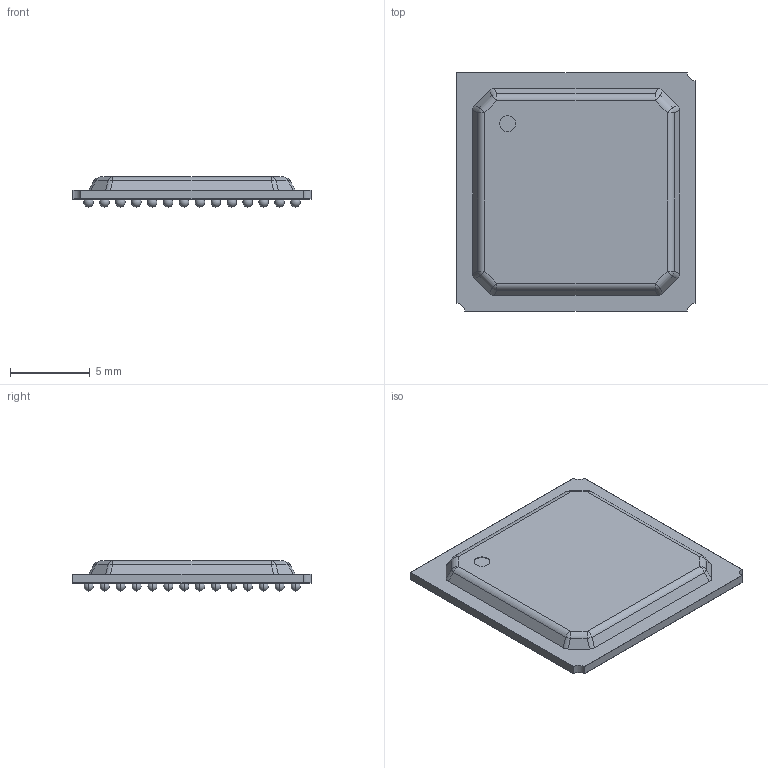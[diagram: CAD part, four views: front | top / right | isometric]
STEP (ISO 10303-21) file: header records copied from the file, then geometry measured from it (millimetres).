
FILE_DESCRIPTION((''),'2;1');
FILE_NAME('ZJZ0176A_ASM','2018-12-26T12:58:15',('a0412086'),(''),'CREO PARAMETRIC BY PTC INC, 2018020','CREO PARAMETRIC BY PTC INC, 2018020','');
FILE_SCHEMA(('AUTOMOTIVE_DESIGN { 1 0 10303 214 1 1 1 1 }'));
Length unit declared in the file: millimetre
Products named in the file (6): BOT_SM; SUBSTRATE; TOP_SM; MOLD; SOLDER_BALL; ZJZ0176A_ASM
Assembly tree (180 placements, depth 2):
  ZJZ0176A_ASM
    BOT_SM
    SUBSTRATE
    TOP_SM
    MOLD
    SOLDER_BALL  x176
Bounding box: 15 x 15 x 1.89 mm (x, y, z)
Volume: 271.7 mm3; surface area: 1925.8 mm2
Topology: 180 solids, 180 shells, 592 faces, 1197 edges, 614 vertices
Faces by surface type: sphere 360, plane 205, cylinder 27
Entity records: 5018 total; most frequent: DIRECTION 771, CARTESIAN_POINT 748, AXIS2_PLACEMENT_3D 333, ORIENTED_EDGE 290, PROPERTY_DEFINITION 218, REPRESENTATION 213, PROPERTY_DEFINITION_REPRESENTATION 213, PRODUCT_DEFINITION_SHAPE 186
